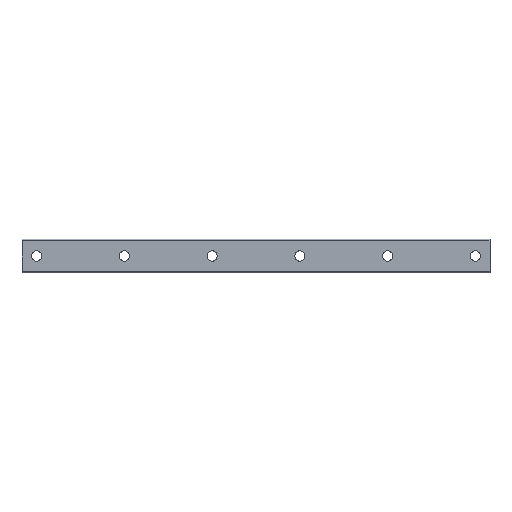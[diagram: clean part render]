
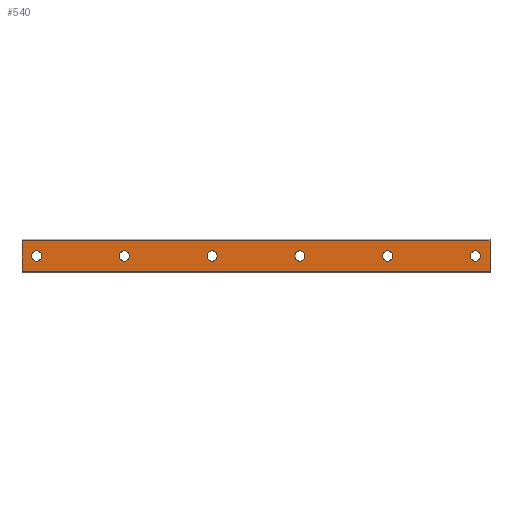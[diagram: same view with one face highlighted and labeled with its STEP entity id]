
A CAD part, front view. The second image highlights one B-rep face of the part: STEP entity #540.
In plain terms, the highlighted planar face has unit normal (0, -1, 0).
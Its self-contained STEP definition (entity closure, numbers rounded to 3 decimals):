
#22 = LINE ( 'NONE', #1322, #984 ) ;
#49 = EDGE_CURVE ( 'NONE', #1084, #473, #189, .T. ) ;
#77 = CIRCLE ( 'NONE', #1017, 3.5 ) ;
#80 = ORIENTED_EDGE ( 'NONE', *, *, #1128, .F. ) ;
#86 = FACE_OUTER_BOUND ( 'NONE', #268, .T. ) ;
#88 = EDGE_LOOP ( 'NONE', ( #1236, #1451 ) ) ;
#99 = CARTESIAN_POINT ( 'NONE',  ( 180., 0., 0. ) ) ;
#115 = CARTESIAN_POINT ( 'NONE',  ( -10., 0., 10.286 ) ) ;
#152 = DIRECTION ( 'NONE',  ( 0., -1., 0. ) ) ;
#189 = CIRCLE ( 'NONE', #2169, 3.5 ) ;
#191 = ORIENTED_EDGE ( 'NONE', *, *, #1020, .F. ) ;
#205 = CARTESIAN_POINT ( 'NONE',  ( 310., 0., -10.286 ) ) ;
#210 = VERTEX_POINT ( 'NONE', #1999 ) ;
#212 = CARTESIAN_POINT ( 'NONE',  ( 240., 0., 0. ) ) ;
#253 = VERTEX_POINT ( 'NONE', #543 ) ;
#259 = DIRECTION ( 'NONE',  ( 0., -1., 0. ) ) ;
#266 = DIRECTION ( 'NONE',  ( 0., 1., 0. ) ) ;
#267 = VECTOR ( 'NONE', #1746, 1000. ) ;
#268 = EDGE_LOOP ( 'NONE', ( #80, #1295, #813, #1013 ) ) ;
#276 = DIRECTION ( 'NONE',  ( 0., 0., 1. ) ) ;
#283 = CIRCLE ( 'NONE', #707, 3.5 ) ;
#296 = VERTEX_POINT ( 'NONE', #2387 ) ;
#302 = DIRECTION ( 'NONE',  ( 0., 0., 1. ) ) ;
#307 = EDGE_CURVE ( 'NONE', #1041, #2293, #2099, .T. ) ;
#308 = AXIS2_PLACEMENT_3D ( 'NONE', #2125, #2304, #276 ) ;
#345 = VERTEX_POINT ( 'NONE', #1090 ) ;
#347 = DIRECTION ( 'NONE',  ( 0., 0., -1. ) ) ;
#354 = CIRCLE ( 'NONE', #1185, 3.5 ) ;
#363 = ORIENTED_EDGE ( 'NONE', *, *, #1962, .F. ) ;
#376 = AXIS2_PLACEMENT_3D ( 'NONE', #212, #385, #1856 ) ;
#385 = DIRECTION ( 'NONE',  ( 0., -1., 0. ) ) ;
#438 = FACE_BOUND ( 'NONE', #88, .T. ) ;
#473 = VERTEX_POINT ( 'NONE', #1491 ) ;
#481 = CIRCLE ( 'NONE', #1409, 3.5 ) ;
#488 = DIRECTION ( 'NONE',  ( 0., -1., 0. ) ) ;
#499 = CARTESIAN_POINT ( 'NONE',  ( 60., 0., 0. ) ) ;
#540 = ADVANCED_FACE ( 'NONE', ( #86, #438, #1016, #1188, #817, #1002, #1934 ), #1361, .F. ) ;
#543 = CARTESIAN_POINT ( 'NONE',  ( 120., 0., 3.5 ) ) ;
#567 = EDGE_LOOP ( 'NONE', ( #1743, #782 ) ) ;
#591 = EDGE_CURVE ( 'NONE', #473, #1084, #1239, .T. ) ;
#595 = CARTESIAN_POINT ( 'NONE',  ( 180., 0., 3.5 ) ) ;
#623 = CIRCLE ( 'NONE', #308, 3.5 ) ;
#650 = CARTESIAN_POINT ( 'NONE',  ( 300., 0., 3.5 ) ) ;
#668 = EDGE_CURVE ( 'NONE', #345, #1886, #857, .T. ) ;
#679 = DIRECTION ( 'NONE',  ( 0., -1., 0. ) ) ;
#690 = EDGE_CURVE ( 'NONE', #1113, #1351, #2271, .T. ) ;
#695 = DIRECTION ( 'NONE',  ( 0., 0., 1. ) ) ;
#707 = AXIS2_PLACEMENT_3D ( 'NONE', #2194, #2231, #1693 ) ;
#741 = EDGE_LOOP ( 'NONE', ( #2093, #191 ) ) ;
#762 = EDGE_CURVE ( 'NONE', #856, #253, #77, .T. ) ;
#771 = CIRCLE ( 'NONE', #376, 3.5 ) ;
#782 = ORIENTED_EDGE ( 'NONE', *, *, #762, .F. ) ;
#813 = ORIENTED_EDGE ( 'NONE', *, *, #1813, .F. ) ;
#817 = FACE_BOUND ( 'NONE', #2130, .T. ) ;
#846 = DIRECTION ( 'NONE',  ( 0., 0., 1. ) ) ;
#856 = VERTEX_POINT ( 'NONE', #1402 ) ;
#857 = LINE ( 'NONE', #1422, #1890 ) ;
#984 = VECTOR ( 'NONE', #347, 1000. ) ;
#1002 = FACE_BOUND ( 'NONE', #567, .T. ) ;
#1007 = CARTESIAN_POINT ( 'NONE',  ( 0., 0., -3.5 ) ) ;
#1013 = ORIENTED_EDGE ( 'NONE', *, *, #668, .F. ) ;
#1016 = FACE_BOUND ( 'NONE', #741, .T. ) ;
#1017 = AXIS2_PLACEMENT_3D ( 'NONE', #1624, #1990, #695 ) ;
#1020 = EDGE_CURVE ( 'NONE', #2401, #1130, #283, .T. ) ;
#1025 = EDGE_CURVE ( 'NONE', #210, #2232, #22, .T. ) ;
#1036 = CARTESIAN_POINT ( 'NONE',  ( 300., 0., -3.5 ) ) ;
#1037 = EDGE_LOOP ( 'NONE', ( #1631, #363 ) ) ;
#1041 = VERTEX_POINT ( 'NONE', #595 ) ;
#1074 = EDGE_CURVE ( 'NONE', #2293, #1041, #354, .T. ) ;
#1084 = VERTEX_POINT ( 'NONE', #1007 ) ;
#1085 = AXIS2_PLACEMENT_3D ( 'NONE', #1222, #679, #1418 ) ;
#1090 = CARTESIAN_POINT ( 'NONE',  ( -10., 0., -10.286 ) ) ;
#1113 = VERTEX_POINT ( 'NONE', #1950 ) ;
#1121 = DIRECTION ( 'NONE',  ( 0., -1., 0. ) ) ;
#1128 = EDGE_CURVE ( 'NONE', #2232, #345, #2284, .T. ) ;
#1130 = VERTEX_POINT ( 'NONE', #650 ) ;
#1167 = DIRECTION ( 'NONE',  ( 1., 0., 0. ) ) ;
#1183 = CARTESIAN_POINT ( 'NONE',  ( 310., 0., 10.286 ) ) ;
#1185 = AXIS2_PLACEMENT_3D ( 'NONE', #99, #259, #1537 ) ;
#1188 = FACE_BOUND ( 'NONE', #1037, .T. ) ;
#1203 = CARTESIAN_POINT ( 'NONE',  ( 0., 0., 0. ) ) ;
#1222 = CARTESIAN_POINT ( 'NONE',  ( 120., 0., 0. ) ) ;
#1235 = EDGE_CURVE ( 'NONE', #296, #2100, #771, .T. ) ;
#1236 = ORIENTED_EDGE ( 'NONE', *, *, #591, .F. ) ;
#1239 = CIRCLE ( 'NONE', #1586, 3.5 ) ;
#1295 = ORIENTED_EDGE ( 'NONE', *, *, #1025, .F. ) ;
#1315 = VECTOR ( 'NONE', #1167, 1000. ) ;
#1318 = ORIENTED_EDGE ( 'NONE', *, *, #1591, .F. ) ;
#1322 = CARTESIAN_POINT ( 'NONE',  ( 310., 0., 10.286 ) ) ;
#1351 = VERTEX_POINT ( 'NONE', #2048 ) ;
#1361 = PLANE ( 'NONE',  #2314 ) ;
#1369 = LINE ( 'NONE', #1183, #1315 ) ;
#1370 = ORIENTED_EDGE ( 'NONE', *, *, #1074, .F. ) ;
#1376 = CARTESIAN_POINT ( 'NONE',  ( 60., 0., 0. ) ) ;
#1402 = CARTESIAN_POINT ( 'NONE',  ( 120., 0., -3.5 ) ) ;
#1405 = EDGE_LOOP ( 'NONE', ( #1318, #1935 ) ) ;
#1409 = AXIS2_PLACEMENT_3D ( 'NONE', #2006, #2177, #1419 ) ;
#1418 = DIRECTION ( 'NONE',  ( 0., 0., 1. ) ) ;
#1419 = DIRECTION ( 'NONE',  ( 0., 0., 1. ) ) ;
#1422 = CARTESIAN_POINT ( 'NONE',  ( -10., 0., 10.286 ) ) ;
#1434 = CARTESIAN_POINT ( 'NONE',  ( 180., 0., 0. ) ) ;
#1451 = ORIENTED_EDGE ( 'NONE', *, *, #49, .F. ) ;
#1458 = AXIS2_PLACEMENT_3D ( 'NONE', #1376, #2322, #1615 ) ;
#1491 = CARTESIAN_POINT ( 'NONE',  ( 0., 0., 3.5 ) ) ;
#1509 = EDGE_CURVE ( 'NONE', #1130, #2401, #481, .T. ) ;
#1537 = DIRECTION ( 'NONE',  ( 0., 0., 1. ) ) ;
#1562 = DIRECTION ( 'NONE',  ( 0., 0., 1. ) ) ;
#1567 = CARTESIAN_POINT ( 'NONE',  ( 180., 0., -3.5 ) ) ;
#1586 = AXIS2_PLACEMENT_3D ( 'NONE', #1203, #2131, #846 ) ;
#1591 = EDGE_CURVE ( 'NONE', #1351, #1113, #1608, .T. ) ;
#1608 = CIRCLE ( 'NONE', #1954, 3.5 ) ;
#1615 = DIRECTION ( 'NONE',  ( 0., 0., 1. ) ) ;
#1624 = CARTESIAN_POINT ( 'NONE',  ( 120., 0., 0. ) ) ;
#1631 = ORIENTED_EDGE ( 'NONE', *, *, #1235, .F. ) ;
#1693 = DIRECTION ( 'NONE',  ( 0., 0., 1. ) ) ;
#1743 = ORIENTED_EDGE ( 'NONE', *, *, #1874, .F. ) ;
#1746 = DIRECTION ( 'NONE',  ( -1., 0., 0. ) ) ;
#1768 = CARTESIAN_POINT ( 'NONE',  ( 310., 0., 10.286 ) ) ;
#1770 = ORIENTED_EDGE ( 'NONE', *, *, #307, .F. ) ;
#1813 = EDGE_CURVE ( 'NONE', #1886, #210, #1369, .T. ) ;
#1856 = DIRECTION ( 'NONE',  ( 0., 0., 1. ) ) ;
#1874 = EDGE_CURVE ( 'NONE', #253, #856, #1943, .T. ) ;
#1886 = VERTEX_POINT ( 'NONE', #115 ) ;
#1890 = VECTOR ( 'NONE', #302, 1000. ) ;
#1911 = AXIS2_PLACEMENT_3D ( 'NONE', #1434, #152, #2205 ) ;
#1934 = FACE_BOUND ( 'NONE', #1405, .T. ) ;
#1935 = ORIENTED_EDGE ( 'NONE', *, *, #690, .F. ) ;
#1943 = CIRCLE ( 'NONE', #1085, 3.5 ) ;
#1950 = CARTESIAN_POINT ( 'NONE',  ( 60., 0., -3.5 ) ) ;
#1954 = AXIS2_PLACEMENT_3D ( 'NONE', #499, #488, #2361 ) ;
#1962 = EDGE_CURVE ( 'NONE', #2100, #296, #623, .T. ) ;
#1990 = DIRECTION ( 'NONE',  ( 0., -1., 0. ) ) ;
#1999 = CARTESIAN_POINT ( 'NONE',  ( 310., 0., 10.286 ) ) ;
#2006 = CARTESIAN_POINT ( 'NONE',  ( 300., 0., 0. ) ) ;
#2040 = DIRECTION ( 'NONE',  ( 0., 0., 1. ) ) ;
#2048 = CARTESIAN_POINT ( 'NONE',  ( 60., 0., 3.5 ) ) ;
#2074 = CARTESIAN_POINT ( 'NONE',  ( 310., 0., -10.286 ) ) ;
#2093 = ORIENTED_EDGE ( 'NONE', *, *, #1509, .F. ) ;
#2099 = CIRCLE ( 'NONE', #1911, 3.5 ) ;
#2100 = VERTEX_POINT ( 'NONE', #2223 ) ;
#2125 = CARTESIAN_POINT ( 'NONE',  ( 240., 0., 0. ) ) ;
#2130 = EDGE_LOOP ( 'NONE', ( #1770, #1370 ) ) ;
#2131 = DIRECTION ( 'NONE',  ( 0., -1., 0. ) ) ;
#2169 = AXIS2_PLACEMENT_3D ( 'NONE', #2222, #1121, #2040 ) ;
#2177 = DIRECTION ( 'NONE',  ( 0., -1., 0. ) ) ;
#2194 = CARTESIAN_POINT ( 'NONE',  ( 300., 0., 0. ) ) ;
#2205 = DIRECTION ( 'NONE',  ( 0., 0., 1. ) ) ;
#2222 = CARTESIAN_POINT ( 'NONE',  ( 0., 0., 0. ) ) ;
#2223 = CARTESIAN_POINT ( 'NONE',  ( 240., 0., -3.5 ) ) ;
#2231 = DIRECTION ( 'NONE',  ( 0., -1., 0. ) ) ;
#2232 = VERTEX_POINT ( 'NONE', #205 ) ;
#2271 = CIRCLE ( 'NONE', #1458, 3.5 ) ;
#2284 = LINE ( 'NONE', #2074, #267 ) ;
#2293 = VERTEX_POINT ( 'NONE', #1567 ) ;
#2304 = DIRECTION ( 'NONE',  ( 0., -1., 0. ) ) ;
#2314 = AXIS2_PLACEMENT_3D ( 'NONE', #1768, #266, #1562 ) ;
#2322 = DIRECTION ( 'NONE',  ( 0., -1., 0. ) ) ;
#2361 = DIRECTION ( 'NONE',  ( 0., 0., 1. ) ) ;
#2387 = CARTESIAN_POINT ( 'NONE',  ( 240., 0., 3.5 ) ) ;
#2401 = VERTEX_POINT ( 'NONE', #1036 ) ;
